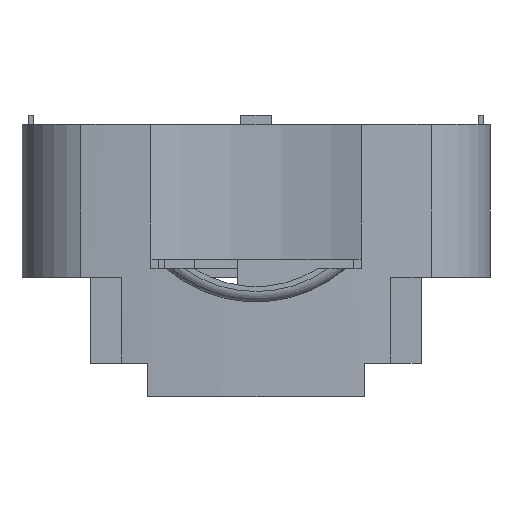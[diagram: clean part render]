
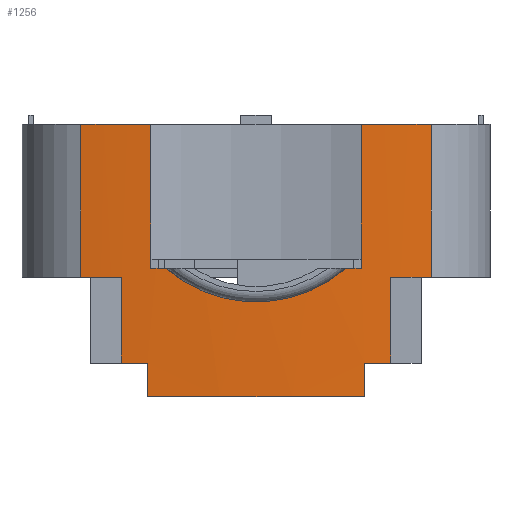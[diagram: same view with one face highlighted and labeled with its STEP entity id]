
A CAD part, front view. The second image highlights one B-rep face of the part: STEP entity #1256.
In plain terms, the highlighted cylindrical face has radius 260 mm (diameter 520 mm), a partial arc.
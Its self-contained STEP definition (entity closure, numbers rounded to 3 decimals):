
#189 = VERTEX_POINT('',#190);
#190 = CARTESIAN_POINT('',(22.,1.851,-27.));
#198 = EDGE_CURVE('',#189,#199,#201,.T.);
#199 = VERTEX_POINT('',#200);
#200 = CARTESIAN_POINT('',(17.75,1.525,-27.));
#201 = CIRCLE('',#202,260.);
#202 = AXIS2_PLACEMENT_3D('',#203,#204,#205);
#203 = CARTESIAN_POINT('',(0.,260.918,-27.));
#204 = DIRECTION('',(0.,0.,-1.));
#205 = DIRECTION('',(1.,0.,0.));
#225 = VERTEX_POINT('',#226);
#226 = CARTESIAN_POINT('',(-17.75,1.525,-27.));
#232 = EDGE_CURVE('',#225,#233,#235,.T.);
#233 = VERTEX_POINT('',#234);
#234 = CARTESIAN_POINT('',(-22.,1.851,-27.));
#235 = CIRCLE('',#236,260.);
#236 = AXIS2_PLACEMENT_3D('',#237,#238,#239);
#237 = CARTESIAN_POINT('',(0.,260.918,-27.));
#238 = DIRECTION('',(0.,0.,-1.));
#239 = DIRECTION('',(1.,0.,0.));
#1230 = VERTEX_POINT('',#1231);
#1231 = CARTESIAN_POINT('',(22.,1.851,-13.));
#1246 = EDGE_CURVE('',#1230,#189,#1247,.T.);
#1247 = LINE('',#1248,#1249);
#1248 = CARTESIAN_POINT('',(22.,1.851,-13.));
#1249 = VECTOR('',#1250,1.);
#1250 = DIRECTION('',(-0.,-0.,-1.));
#1256 = ADVANCED_FACE('',(#1257),#1414,.T.);
#1257 = FACE_BOUND('',#1258,.F.);
#1258 = EDGE_LOOP('',(#1259,#1269,#1278,#1297,#1306,#1314,#1323,#1331,
    #1340,#1347,#1348,#1349,#1357,#1366,#1372,#1373,#1381,#1390,#1399,
    #1407));
#1259 = ORIENTED_EDGE('',*,*,#1260,.F.);
#1260 = EDGE_CURVE('',#1261,#1263,#1265,.T.);
#1261 = VERTEX_POINT('',#1262);
#1262 = CARTESIAN_POINT('',(-17.2,1.488,-11.5));
#1263 = VERTEX_POINT('',#1264);
#1264 = CARTESIAN_POINT('',(-17.2,1.488,12.));
#1265 = LINE('',#1266,#1267);
#1266 = CARTESIAN_POINT('',(-17.2,1.488,7.));
#1267 = VECTOR('',#1268,1.);
#1268 = DIRECTION('',(0.,0.,1.));
#1269 = ORIENTED_EDGE('',*,*,#1270,.T.);
#1270 = EDGE_CURVE('',#1261,#1271,#1273,.T.);
#1271 = VERTEX_POINT('',#1272);
#1272 = CARTESIAN_POINT('',(-14.644,1.331,-11.5));
#1273 = CIRCLE('',#1274,260.);
#1274 = AXIS2_PLACEMENT_3D('',#1275,#1276,#1277);
#1275 = CARTESIAN_POINT('',(0.,260.918,-11.5));
#1276 = DIRECTION('',(0.,0.,1.));
#1277 = DIRECTION('',(1.,0.,0.));
#1278 = ORIENTED_EDGE('',*,*,#1279,.F.);
#1279 = EDGE_CURVE('',#1280,#1271,#1282,.T.);
#1280 = VERTEX_POINT('',#1281);
#1281 = CARTESIAN_POINT('',(14.644,1.331,-11.5));
#1282 = B_SPLINE_CURVE_WITH_KNOTS('',7,(#1283,#1284,#1285,#1286,#1287,
    #1288,#1289,#1290,#1291,#1292,#1293,#1294,#1295,#1296),
  .UNSPECIFIED.,.F.,.F.,(8,6,8),(0.,0.5,1.),.UNSPECIFIED.);
#1283 = CARTESIAN_POINT('',(16.2,1.424,-10.));
#1284 = CARTESIAN_POINT('',(14.658,1.327,
    -11.638));
#1285 = CARTESIAN_POINT('',(12.82,1.223,
    -13.204));
#1286 = CARTESIAN_POINT('',(10.688,1.119,
    -14.602));
#1287 = CARTESIAN_POINT('',(8.287,1.026,
    -15.747));
#1288 = CARTESIAN_POINT('',(5.662,0.955,
    -16.567));
#1289 = CARTESIAN_POINT('',(2.875,0.918,-17.));
#1290 = CARTESIAN_POINT('',(-2.875,0.918,-17.));
#1291 = CARTESIAN_POINT('',(-5.662,0.955,
    -16.567));
#1292 = CARTESIAN_POINT('',(-8.287,1.026,
    -15.747));
#1293 = CARTESIAN_POINT('',(-10.688,1.119,
    -14.602));
#1294 = CARTESIAN_POINT('',(-12.82,1.223,
    -13.204));
#1295 = CARTESIAN_POINT('',(-14.658,1.327,
    -11.638));
#1296 = CARTESIAN_POINT('',(-16.2,1.424,-10.));
#1297 = ORIENTED_EDGE('',*,*,#1298,.T.);
#1298 = EDGE_CURVE('',#1280,#1299,#1301,.T.);
#1299 = VERTEX_POINT('',#1300);
#1300 = CARTESIAN_POINT('',(17.2,1.488,-11.5));
#1301 = CIRCLE('',#1302,260.);
#1302 = AXIS2_PLACEMENT_3D('',#1303,#1304,#1305);
#1303 = CARTESIAN_POINT('',(0.,260.918,-11.5));
#1304 = DIRECTION('',(0.,0.,1.));
#1305 = DIRECTION('',(1.,0.,0.));
#1306 = ORIENTED_EDGE('',*,*,#1307,.F.);
#1307 = EDGE_CURVE('',#1308,#1299,#1310,.T.);
#1308 = VERTEX_POINT('',#1309);
#1309 = CARTESIAN_POINT('',(17.2,1.488,12.));
#1310 = LINE('',#1311,#1312);
#1311 = CARTESIAN_POINT('',(17.2,1.488,7.));
#1312 = VECTOR('',#1313,1.);
#1313 = DIRECTION('',(-0.,-0.,-1.));
#1314 = ORIENTED_EDGE('',*,*,#1315,.F.);
#1315 = EDGE_CURVE('',#1316,#1308,#1318,.T.);
#1316 = VERTEX_POINT('',#1317);
#1317 = CARTESIAN_POINT('',(28.635,2.5,12.));
#1318 = CIRCLE('',#1319,260.);
#1319 = AXIS2_PLACEMENT_3D('',#1320,#1321,#1322);
#1320 = CARTESIAN_POINT('',(0.,260.918,12.));
#1321 = DIRECTION('',(0.,0.,-1.));
#1322 = DIRECTION('',(1.,0.,0.));
#1323 = ORIENTED_EDGE('',*,*,#1324,.T.);
#1324 = EDGE_CURVE('',#1316,#1325,#1327,.T.);
#1325 = VERTEX_POINT('',#1326);
#1326 = CARTESIAN_POINT('',(28.635,2.5,-13.));
#1327 = LINE('',#1328,#1329);
#1328 = CARTESIAN_POINT('',(28.635,2.5,7.));
#1329 = VECTOR('',#1330,1.);
#1330 = DIRECTION('',(-0.,-0.,-1.));
#1331 = ORIENTED_EDGE('',*,*,#1332,.T.);
#1332 = EDGE_CURVE('',#1325,#1333,#1335,.T.);
#1333 = VERTEX_POINT('',#1334);
#1334 = CARTESIAN_POINT('',(27.,2.324,-13.));
#1335 = CIRCLE('',#1336,260.);
#1336 = AXIS2_PLACEMENT_3D('',#1337,#1338,#1339);
#1337 = CARTESIAN_POINT('',(0.,260.918,-13.));
#1338 = DIRECTION('',(0.,0.,-1.));
#1339 = DIRECTION('',(1.,0.,0.));
#1340 = ORIENTED_EDGE('',*,*,#1341,.T.);
#1341 = EDGE_CURVE('',#1333,#1230,#1342,.T.);
#1342 = CIRCLE('',#1343,260.);
#1343 = AXIS2_PLACEMENT_3D('',#1344,#1345,#1346);
#1344 = CARTESIAN_POINT('',(0.,260.918,-13.));
#1345 = DIRECTION('',(0.,0.,-1.));
#1346 = DIRECTION('',(1.,0.,0.));
#1347 = ORIENTED_EDGE('',*,*,#1246,.T.);
#1348 = ORIENTED_EDGE('',*,*,#198,.T.);
#1349 = ORIENTED_EDGE('',*,*,#1350,.T.);
#1350 = EDGE_CURVE('',#199,#1351,#1353,.T.);
#1351 = VERTEX_POINT('',#1352);
#1352 = CARTESIAN_POINT('',(17.75,1.525,-32.5));
#1353 = LINE('',#1354,#1355);
#1354 = CARTESIAN_POINT('',(17.75,1.525,-27.));
#1355 = VECTOR('',#1356,1.);
#1356 = DIRECTION('',(0.,0.,-1.));
#1357 = ORIENTED_EDGE('',*,*,#1358,.T.);
#1358 = EDGE_CURVE('',#1351,#1359,#1361,.T.);
#1359 = VERTEX_POINT('',#1360);
#1360 = CARTESIAN_POINT('',(-17.75,1.525,-32.5));
#1361 = CIRCLE('',#1362,260.);
#1362 = AXIS2_PLACEMENT_3D('',#1363,#1364,#1365);
#1363 = CARTESIAN_POINT('',(0.,260.918,-32.5));
#1364 = DIRECTION('',(0.,0.,-1.));
#1365 = DIRECTION('',(1.,0.,0.));
#1366 = ORIENTED_EDGE('',*,*,#1367,.F.);
#1367 = EDGE_CURVE('',#225,#1359,#1368,.T.);
#1368 = LINE('',#1369,#1370);
#1369 = CARTESIAN_POINT('',(-17.75,1.525,-27.));
#1370 = VECTOR('',#1371,1.);
#1371 = DIRECTION('',(0.,0.,-1.));
#1372 = ORIENTED_EDGE('',*,*,#232,.T.);
#1373 = ORIENTED_EDGE('',*,*,#1374,.F.);
#1374 = EDGE_CURVE('',#1375,#233,#1377,.T.);
#1375 = VERTEX_POINT('',#1376);
#1376 = CARTESIAN_POINT('',(-22.,1.851,-13.));
#1377 = LINE('',#1378,#1379);
#1378 = CARTESIAN_POINT('',(-22.,1.851,-25.));
#1379 = VECTOR('',#1380,1.);
#1380 = DIRECTION('',(0.,0.,-1.));
#1381 = ORIENTED_EDGE('',*,*,#1382,.T.);
#1382 = EDGE_CURVE('',#1375,#1383,#1385,.T.);
#1383 = VERTEX_POINT('',#1384);
#1384 = CARTESIAN_POINT('',(-27.,2.324,-13.));
#1385 = CIRCLE('',#1386,260.);
#1386 = AXIS2_PLACEMENT_3D('',#1387,#1388,#1389);
#1387 = CARTESIAN_POINT('',(0.,260.918,-13.));
#1388 = DIRECTION('',(0.,0.,-1.));
#1389 = DIRECTION('',(1.,0.,0.));
#1390 = ORIENTED_EDGE('',*,*,#1391,.T.);
#1391 = EDGE_CURVE('',#1383,#1392,#1394,.T.);
#1392 = VERTEX_POINT('',#1393);
#1393 = CARTESIAN_POINT('',(-28.635,2.5,-13.));
#1394 = CIRCLE('',#1395,260.);
#1395 = AXIS2_PLACEMENT_3D('',#1396,#1397,#1398);
#1396 = CARTESIAN_POINT('',(0.,260.918,-13.));
#1397 = DIRECTION('',(0.,0.,-1.));
#1398 = DIRECTION('',(1.,0.,0.));
#1399 = ORIENTED_EDGE('',*,*,#1400,.T.);
#1400 = EDGE_CURVE('',#1392,#1401,#1403,.T.);
#1401 = VERTEX_POINT('',#1402);
#1402 = CARTESIAN_POINT('',(-28.635,2.5,12.));
#1403 = LINE('',#1404,#1405);
#1404 = CARTESIAN_POINT('',(-28.635,2.5,7.));
#1405 = VECTOR('',#1406,1.);
#1406 = DIRECTION('',(0.,0.,1.));
#1407 = ORIENTED_EDGE('',*,*,#1408,.F.);
#1408 = EDGE_CURVE('',#1263,#1401,#1409,.T.);
#1409 = CIRCLE('',#1410,260.);
#1410 = AXIS2_PLACEMENT_3D('',#1411,#1412,#1413);
#1411 = CARTESIAN_POINT('',(0.,260.918,12.));
#1412 = DIRECTION('',(0.,0.,-1.));
#1413 = DIRECTION('',(1.,0.,0.));
#1414 = CYLINDRICAL_SURFACE('',#1415,260.);
#1415 = AXIS2_PLACEMENT_3D('',#1416,#1417,#1418);
#1416 = CARTESIAN_POINT('',(0.,260.918,7.));
#1417 = DIRECTION('',(0.,0.,1.));
#1418 = DIRECTION('',(1.,0.,0.));
